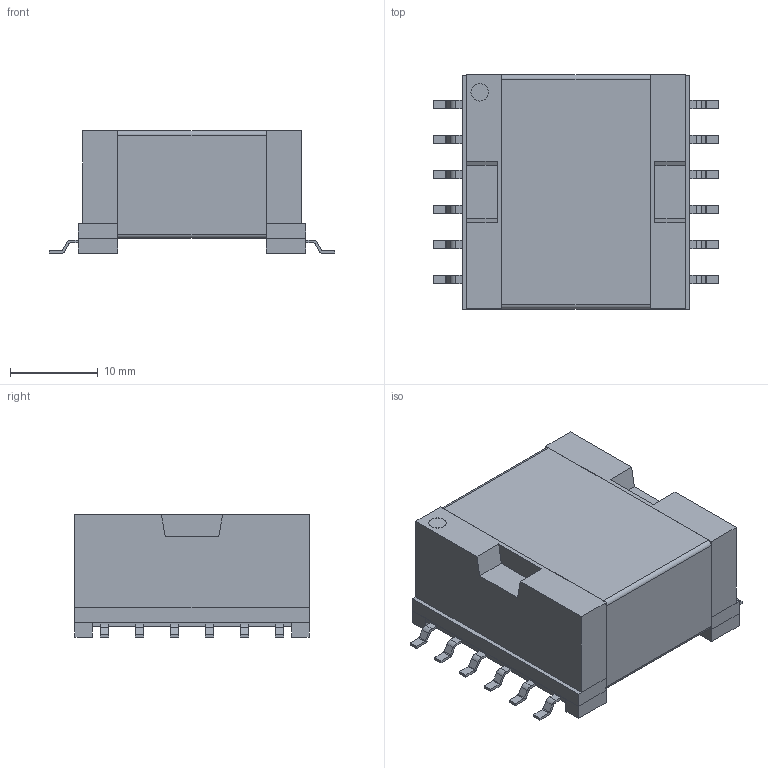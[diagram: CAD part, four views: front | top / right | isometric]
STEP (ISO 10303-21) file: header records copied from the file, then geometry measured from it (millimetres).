
FILE_DESCRIPTION((''),'2;1');
FILE_NAME('XFMR_COILCRAFT_GA3459-BL.stp','2012-05-15T09:33:11',(''),(''),'Mechanical Desktop 2011','Mechanical Desktop 2011',', , ');
FILE_SCHEMA(('AUTOMOTIVE_DESIGN { 1 2 10303 214 1 1 1 1 }'));
Length unit declared in the file: millimetre
Products named in the file (1): Product
Bounding box: 32.65 x 26.75 x 14 mm (x, y, z)
Volume: 8330.4 mm3; surface area: 5187.6 mm2
Topology: 24 solids, 24 shells, 253 faces, 612 edges, 408 vertices
Faces by surface type: bspline 136, plane 85, cylinder 32
Entity records: 7686 total; most frequent: CARTESIAN_POINT 2018, ORIENTED_EDGE 1224, DIRECTION 960, EDGE_CURVE 612, VECTOR 500, LINE 500, VERTEX_POINT 408, EDGE_LOOP 254
